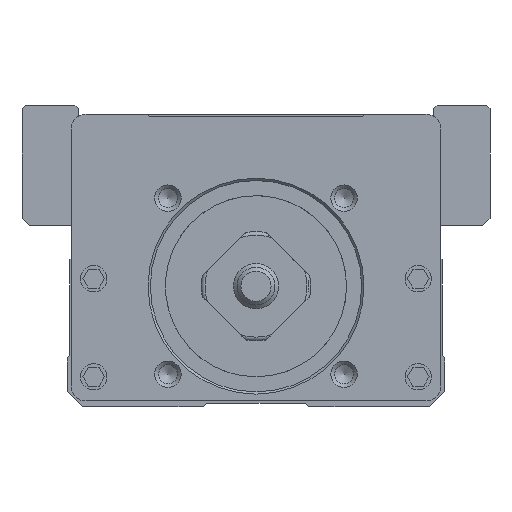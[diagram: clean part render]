
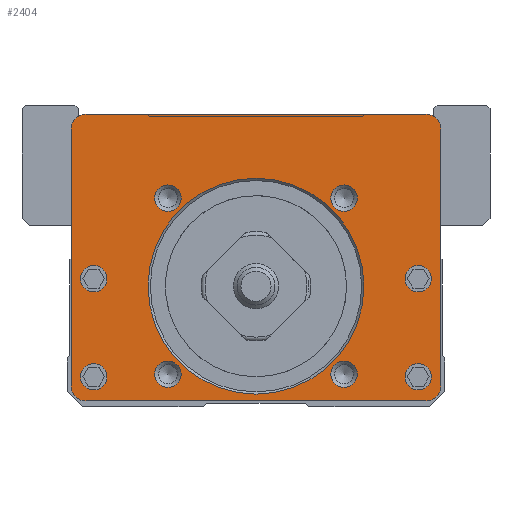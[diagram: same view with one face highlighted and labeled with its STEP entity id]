
A CAD part, front view. The second image highlights one B-rep face of the part: STEP entity #2404.
In plain terms, the highlighted planar face has unit normal (0, -1, 0).
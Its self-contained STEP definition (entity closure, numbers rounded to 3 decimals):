
#1314=FACE_BOUND('',#6888,.T.);
#1315=FACE_BOUND('',#6889,.T.);
#1316=FACE_BOUND('',#6890,.T.);
#1317=FACE_BOUND('',#6891,.T.);
#1318=FACE_BOUND('',#6892,.T.);
#1319=FACE_BOUND('',#6893,.T.);
#1320=FACE_BOUND('',#6894,.T.);
#1321=FACE_BOUND('',#6895,.T.);
#1322=FACE_BOUND('',#6896,.T.);
#1323=FACE_BOUND('',#6897,.T.);
#2404=ADVANCED_FACE('',(#1314,#1315,#1316,#1317,#1318,#1319,#1320,#1321,
#1322,#1323),#3938,.T.);
#3938=PLANE('',#32584);
#6888=EDGE_LOOP('',(#12475));
#6889=EDGE_LOOP('',(#12476));
#6890=EDGE_LOOP('',(#12477));
#6891=EDGE_LOOP('',(#12478));
#6892=EDGE_LOOP('',(#12479));
#6893=EDGE_LOOP('',(#12480));
#6894=EDGE_LOOP('',(#12481));
#6895=EDGE_LOOP('',(#12482));
#6896=EDGE_LOOP('',(#12483));
#6897=EDGE_LOOP('',(#12484,#12485,#12486,#12487,#12488,#12489,#12490,#12491));
#8616=CIRCLE('',#32547,2.);
#8618=CIRCLE('',#32550,2.);
#8634=CIRCLE('',#32573,14.3);
#8635=CIRCLE('',#32574,1.75);
#8636=CIRCLE('',#32575,1.75);
#8637=CIRCLE('',#32576,1.75);
#8638=CIRCLE('',#32577,1.75);
#8639=CIRCLE('',#32578,1.75);
#8640=CIRCLE('',#32579,1.75);
#8641=CIRCLE('',#32580,1.75);
#8642=CIRCLE('',#32581,1.75);
#8643=CIRCLE('',#32582,2.);
#8644=CIRCLE('',#32583,2.);
#12475=ORIENTED_EDGE('',*,*,#22583,.T.);
#12476=ORIENTED_EDGE('',*,*,#22584,.T.);
#12477=ORIENTED_EDGE('',*,*,#22585,.T.);
#12478=ORIENTED_EDGE('',*,*,#22586,.T.);
#12479=ORIENTED_EDGE('',*,*,#22587,.T.);
#12480=ORIENTED_EDGE('',*,*,#22588,.F.);
#12481=ORIENTED_EDGE('',*,*,#22589,.T.);
#12482=ORIENTED_EDGE('',*,*,#22590,.T.);
#12483=ORIENTED_EDGE('',*,*,#22591,.F.);
#12484=ORIENTED_EDGE('',*,*,#22386,.T.);
#12485=ORIENTED_EDGE('',*,*,#22469,.T.);
#12486=ORIENTED_EDGE('',*,*,#22434,.F.);
#12487=ORIENTED_EDGE('',*,*,#22592,.F.);
#12488=ORIENTED_EDGE('',*,*,#22455,.T.);
#12489=ORIENTED_EDGE('',*,*,#22593,.T.);
#12490=ORIENTED_EDGE('',*,*,#22421,.T.);
#12491=ORIENTED_EDGE('',*,*,#22471,.T.);
#18938=VERTEX_POINT('',#46580);
#18941=VERTEX_POINT('',#46585);
#18974=VERTEX_POINT('',#46660);
#18975=VERTEX_POINT('',#46662);
#18977=VERTEX_POINT('',#46668);
#18985=VERTEX_POINT('',#46685);
#19000=VERTEX_POINT('',#46723);
#19001=VERTEX_POINT('',#46725);
#19107=VERTEX_POINT('',#47085);
#19108=VERTEX_POINT('',#47087);
#19109=VERTEX_POINT('',#47089);
#19110=VERTEX_POINT('',#47091);
#19111=VERTEX_POINT('',#47093);
#19112=VERTEX_POINT('',#47095);
#19113=VERTEX_POINT('',#47097);
#19114=VERTEX_POINT('',#47099);
#19115=VERTEX_POINT('',#47101);
#22386=EDGE_CURVE('',#18938,#18941,#26289,.T.);
#22421=EDGE_CURVE('',#18975,#18974,#26323,.T.);
#22434=EDGE_CURVE('',#18985,#18977,#26335,.T.);
#22455=EDGE_CURVE('',#19001,#19000,#26349,.T.);
#22469=EDGE_CURVE('',#18941,#18977,#8616,.T.);
#22471=EDGE_CURVE('',#18974,#18938,#8618,.T.);
#22583=EDGE_CURVE('',#19107,#19107,#8634,.T.);
#22584=EDGE_CURVE('',#19108,#19108,#8635,.T.);
#22585=EDGE_CURVE('',#19109,#19109,#8636,.T.);
#22586=EDGE_CURVE('',#19110,#19110,#8637,.T.);
#22587=EDGE_CURVE('',#19111,#19111,#8638,.T.);
#22588=EDGE_CURVE('',#19112,#19112,#8639,.T.);
#22589=EDGE_CURVE('',#19113,#19113,#8640,.T.);
#22590=EDGE_CURVE('',#19114,#19114,#8641,.T.);
#22591=EDGE_CURVE('',#19115,#19115,#8642,.T.);
#22592=EDGE_CURVE('',#19001,#18985,#8643,.T.);
#22593=EDGE_CURVE('',#19000,#18975,#8644,.T.);
#26289=LINE('',#46586,#29500);
#26323=LINE('',#46661,#29534);
#26335=LINE('',#46686,#29546);
#26349=LINE('',#46724,#29560);
#29500=VECTOR('',#37166,1.);
#29534=VECTOR('',#37216,1.);
#29546=VECTOR('',#37232,1.);
#29560=VECTOR('',#37264,1.);
#32547=AXIS2_PLACEMENT_3D('',#46747,#37290,#37291);
#32550=AXIS2_PLACEMENT_3D('',#46750,#37296,#37297);
#32573=AXIS2_PLACEMENT_3D('',#47084,#37424,#37425);
#32574=AXIS2_PLACEMENT_3D('',#47086,#37426,#37427);
#32575=AXIS2_PLACEMENT_3D('',#47088,#37428,#37429);
#32576=AXIS2_PLACEMENT_3D('',#47090,#37430,#37431);
#32577=AXIS2_PLACEMENT_3D('',#47092,#37432,#37433);
#32578=AXIS2_PLACEMENT_3D('',#47094,#37434,#37435);
#32579=AXIS2_PLACEMENT_3D('',#47096,#37436,#37437);
#32580=AXIS2_PLACEMENT_3D('',#47098,#37438,#37439);
#32581=AXIS2_PLACEMENT_3D('',#47100,#37440,#37441);
#32582=AXIS2_PLACEMENT_3D('',#47102,#37442,#37443);
#32583=AXIS2_PLACEMENT_3D('',#47103,#37444,#37445);
#32584=AXIS2_PLACEMENT_3D('',#47104,#37446,#37447);
#37166=DIRECTION('',(-1.,0.,0.));
#37216=DIRECTION('',(0.,0.,1.));
#37232=DIRECTION('',(0.,0.,1.));
#37264=DIRECTION('',(1.,0.,0.));
#37290=DIRECTION('',(0.,-1.,0.));
#37291=DIRECTION('',(0.,0.,-1.));
#37296=DIRECTION('',(0.,-1.,0.));
#37297=DIRECTION('',(0.,0.,-1.));
#37424=DIRECTION('',(0.,1.,0.));
#37425=DIRECTION('',(0.,0.,-1.));
#37426=DIRECTION('',(0.,1.,0.));
#37427=DIRECTION('',(0.,0.,-1.));
#37428=DIRECTION('',(0.,1.,0.));
#37429=DIRECTION('',(0.,0.,-1.));
#37430=DIRECTION('',(0.,1.,0.));
#37431=DIRECTION('',(0.,0.,-1.));
#37432=DIRECTION('',(0.,1.,0.));
#37433=DIRECTION('',(0.,0.,-1.));
#37434=DIRECTION('',(0.,-1.,0.));
#37435=DIRECTION('',(-1.,0.,0.));
#37436=DIRECTION('',(0.,1.,0.));
#37437=DIRECTION('',(-1.,0.,0.));
#37438=DIRECTION('',(0.,1.,0.));
#37439=DIRECTION('',(1.,0.,0.));
#37440=DIRECTION('',(0.,-1.,0.));
#37441=DIRECTION('',(1.,0.,0.));
#37442=DIRECTION('',(0.,1.,0.));
#37443=DIRECTION('',(0.,0.,-1.));
#37444=DIRECTION('',(0.,-1.,0.));
#37445=DIRECTION('',(0.,0.,-1.));
#37446=DIRECTION('',(0.,-1.,0.));
#37447=DIRECTION('',(0.,0.,1.));
#46580=CARTESIAN_POINT('',(22.868,-178.78,30.309));
#46585=CARTESIAN_POINT('',(-22.132,-178.78,30.309));
#46586=CARTESIAN_POINT('',(-24.132,-178.78,30.309));
#46660=CARTESIAN_POINT('',(24.868,-178.78,28.309));
#46661=CARTESIAN_POINT('',(24.868,-178.78,-7.691));
#46662=CARTESIAN_POINT('',(24.868,-178.78,-5.691));
#46668=CARTESIAN_POINT('',(-24.132,-178.78,28.309));
#46685=CARTESIAN_POINT('',(-24.132,-178.78,-5.691));
#46686=CARTESIAN_POINT('',(-24.132,-178.78,-7.691));
#46723=CARTESIAN_POINT('',(22.868,-178.78,-7.691));
#46724=CARTESIAN_POINT('',(-24.132,-178.78,-7.691));
#46725=CARTESIAN_POINT('',(-22.132,-178.78,-7.691));
#46747=CARTESIAN_POINT('',(-22.132,-178.78,28.309));
#46750=CARTESIAN_POINT('',(22.868,-178.78,28.309));
#47084=CARTESIAN_POINT('',(0.368,-178.78,7.509));
#47085=CARTESIAN_POINT('',(0.368,-178.78,-6.791));
#47086=CARTESIAN_POINT('',(-11.3,-178.78,-4.158));
#47087=CARTESIAN_POINT('',(-11.3,-178.78,-5.908));
#47088=CARTESIAN_POINT('',(12.035,-178.78,-4.158));
#47089=CARTESIAN_POINT('',(12.035,-178.78,-5.908));
#47090=CARTESIAN_POINT('',(12.035,-178.78,19.176));
#47091=CARTESIAN_POINT('',(12.035,-178.78,17.426));
#47092=CARTESIAN_POINT('',(-11.3,-178.78,19.176));
#47093=CARTESIAN_POINT('',(-11.3,-178.78,17.426));
#47094=CARTESIAN_POINT('',(-21.132,-178.78,8.509));
#47095=CARTESIAN_POINT('',(-22.882,-178.78,8.509));
#47096=CARTESIAN_POINT('',(-21.132,-178.78,-4.491));
#47097=CARTESIAN_POINT('',(-22.882,-178.78,-4.491));
#47098=CARTESIAN_POINT('',(21.868,-178.78,8.509));
#47099=CARTESIAN_POINT('',(23.618,-178.78,8.509));
#47100=CARTESIAN_POINT('',(21.868,-178.78,-4.491));
#47101=CARTESIAN_POINT('',(23.618,-178.78,-4.491));
#47102=CARTESIAN_POINT('',(-22.132,-178.78,-5.691));
#47103=CARTESIAN_POINT('',(22.868,-178.78,-5.691));
#47104=CARTESIAN_POINT('',(-24.132,-178.78,38.509));
